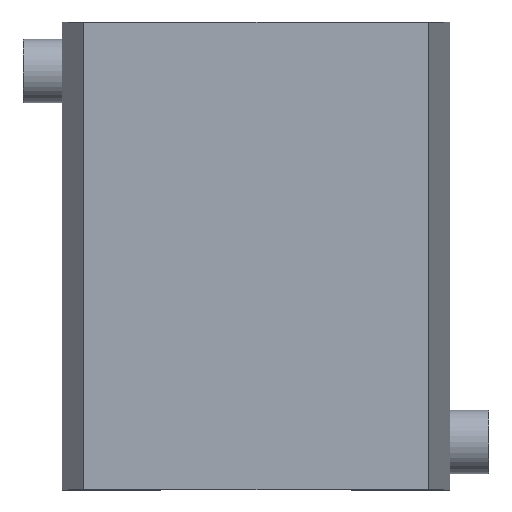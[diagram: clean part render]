
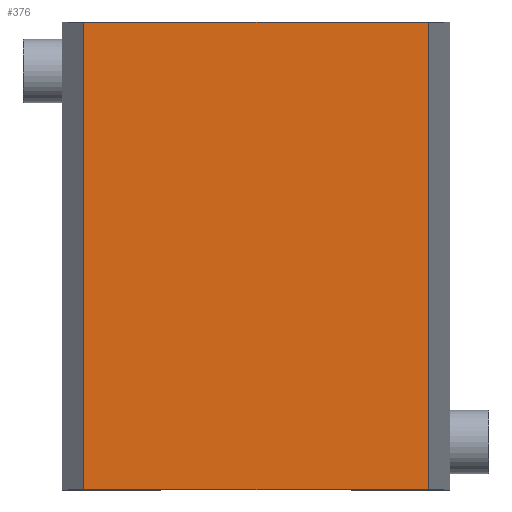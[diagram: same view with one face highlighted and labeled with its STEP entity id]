
A CAD part, top view. The second image highlights one B-rep face of the part: STEP entity #376.
In plain terms, the highlighted face is planar.
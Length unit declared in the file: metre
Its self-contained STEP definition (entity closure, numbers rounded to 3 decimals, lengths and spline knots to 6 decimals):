
#26=LINE('',#550,#48);
#29=LINE('',#556,#51);
#30=LINE('',#558,#52);
#31=LINE('',#560,#53);
#48=VECTOR('',#441,1.);
#51=VECTOR('',#446,1.);
#52=VECTOR('',#447,1.);
#53=VECTOR('',#448,1.);
#62=PLANE('',#402);
#99=ORIENTED_EDGE('',*,*,#161,.T.);
#100=ORIENTED_EDGE('',*,*,#164,.F.);
#101=ORIENTED_EDGE('',*,*,#165,.F.);
#102=ORIENTED_EDGE('',*,*,#166,.T.);
#161=EDGE_CURVE('',#194,#193,#26,.T.);
#164=EDGE_CURVE('',#196,#193,#29,.T.);
#165=EDGE_CURVE('',#197,#196,#30,.T.);
#166=EDGE_CURVE('',#197,#194,#31,.T.);
#193=VERTEX_POINT('',#549);
#194=VERTEX_POINT('',#551);
#196=VERTEX_POINT('',#557);
#197=VERTEX_POINT('',#559);
#215=EDGE_LOOP('',(#99,#100,#101,#102));
#237=FACE_BOUND('',#215,.T.);
#376=ADVANCED_FACE('',(#237),#62,.F.);
#402=AXIS2_PLACEMENT_3D('',#555,#444,#445);
#441=DIRECTION('',(0.,1.,0.));
#444=DIRECTION('',(-1.,0.,0.));
#445=DIRECTION('',(0.,0.,-1.));
#446=DIRECTION('',(0.,0.,-1.));
#447=DIRECTION('',(0.,1.,0.));
#448=DIRECTION('',(0.,0.,-1.));
#549=CARTESIAN_POINT('',(0.00193,0.001356,-0.00184));
#550=CARTESIAN_POINT('',(0.00193,-0.001356,-0.00184));
#551=CARTESIAN_POINT('',(0.00193,-0.001356,-0.00184));
#555=CARTESIAN_POINT('',(0.00193,-0.001356,0.00184));
#556=CARTESIAN_POINT('',(0.00193,0.001356,0.00184));
#557=CARTESIAN_POINT('',(0.00193,0.001356,0.00184));
#558=CARTESIAN_POINT('',(0.00193,-0.001356,0.00184));
#559=CARTESIAN_POINT('',(0.00193,-0.001356,0.00184));
#560=CARTESIAN_POINT('',(0.00193,-0.001356,0.00184));
